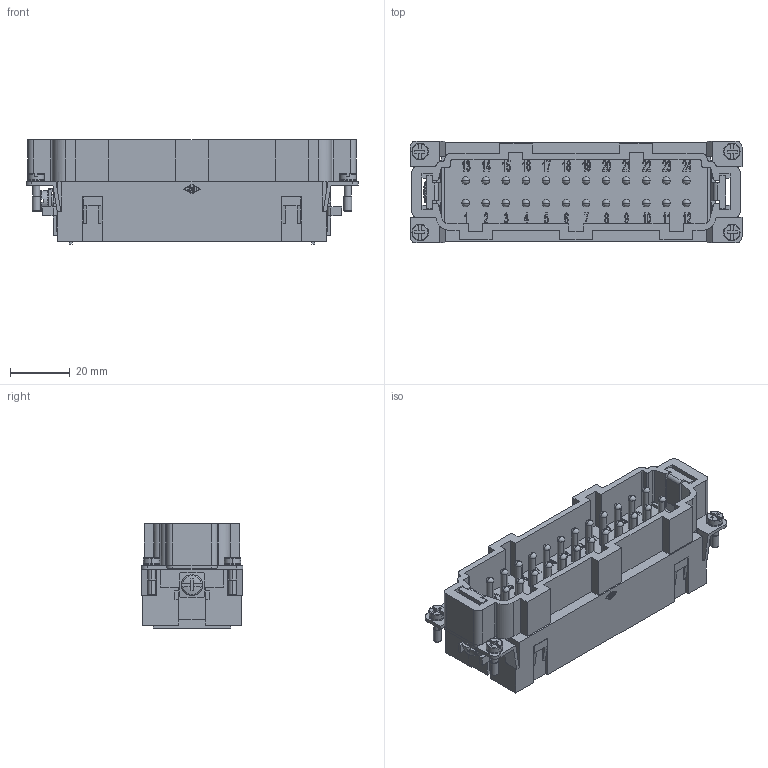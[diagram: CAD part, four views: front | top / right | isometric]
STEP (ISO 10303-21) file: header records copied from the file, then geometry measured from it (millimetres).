
FILE_DESCRIPTION(('Creo Elements/Direct Modeling STEP Export'),'2;1');
FILE_NAME('JSEM 24.stp','2014-08-01T10:47:06',(''),(''),'Creo Elements/Direct Modeling STEP processor for AP214 (Solid Model)','Creo Elements/Direct Modeling 18.0B 02-Dec-2011 (C) Parametric Technology GmbH','');
FILE_SCHEMA(('AUTOMOTIVE_DESIGN { 1 0 10303 214 1 1 1 1 }'));
Products named in the file (2): CSEM_Kontakteinsätze_mit_Käfigzugfederanschluss; JSEM_24.stp
Assembly tree (1 placements, depth 2):
  JSEM_24.stp
    CSEM_Kontakteinsätze_mit_Käfigzugfederanschluss
Bounding box: 110.8 x 34 x 35 mm (x, y, z)
Volume: 66424.4 mm3; surface area: 32456.6 mm2
Topology: 1 solids, 1 shells, 2067 faces, 5581 edges, 3658 vertices
Faces by surface type: plane 1185, bspline 544, cylinder 234, sphere 50, cone 40, torus 14
Entity records: 66692 total; most frequent: CARTESIAN_POINT 19202, ORIENTED_EDGE 11018, DIRECTION 7593, EDGE_CURVE 5509, VECTOR 3711, LINE 3711, VERTEX_POINT 3658, EDGE_LOOP 2301
